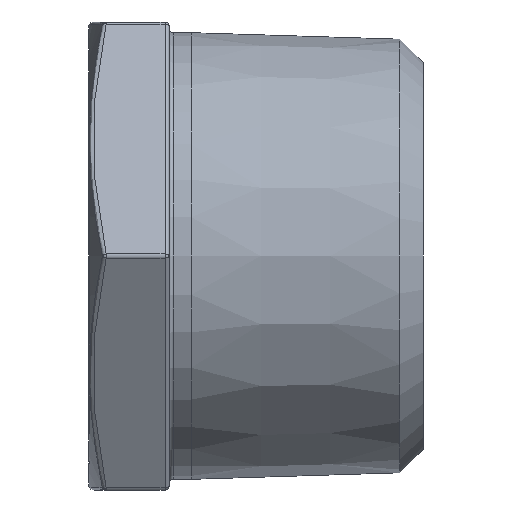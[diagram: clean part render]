
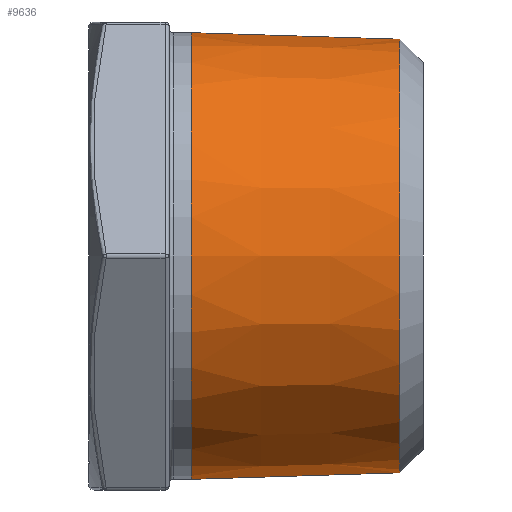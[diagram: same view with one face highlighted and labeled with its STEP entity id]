
A CAD part, front view. The second image highlights one B-rep face of the part: STEP entity #9636.
In plain terms, the highlighted conical face has half-angle 1.79 degrees and reference radius 16.213 mm.
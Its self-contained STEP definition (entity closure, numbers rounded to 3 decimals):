
#262 = CARTESIAN_POINT ( 'NONE',  ( 23.233, 0., 16.213 ) ) ;
#2689 = DIRECTION ( 'NONE',  ( 0., 0., 1. ) ) ;
#4822 = DIRECTION ( 'NONE',  ( -1., 0., 0. ) ) ;
#4859 = AXIS2_PLACEMENT_3D ( 'NONE', #8068, #4822, #8143 ) ;
#4938 = VERTEX_POINT ( 'NONE', #6016 ) ;
#6016 = CARTESIAN_POINT ( 'NONE',  ( 23.233, 0., -16.213 ) ) ;
#6374 = DIRECTION ( 'NONE',  ( -1., 0., 0. ) ) ;
#8068 = CARTESIAN_POINT ( 'NONE',  ( 7.657, 0., 0. ) ) ;
#8143 = DIRECTION ( 'NONE',  ( 0., 0., 1. ) ) ;
#8302 = AXIS2_PLACEMENT_3D ( 'NONE', #9535, #16089, #11251 ) ;
#8944 = LINE ( 'NONE', #262, #9206 ) ;
#9206 = VECTOR ( 'NONE', #13940, 1000. ) ;
#9535 = CARTESIAN_POINT ( 'NONE',  ( 23.233, 0., 0. ) ) ;
#9636 = ADVANCED_FACE ( 'NONE', ( #20918 ), #16365, .T. ) ;
#10434 = DIRECTION ( 'NONE',  ( -1., 0., -0.031 ) ) ;
#11162 = CARTESIAN_POINT ( 'NONE',  ( 7.657, 0., 16.7 ) ) ;
#11251 = DIRECTION ( 'NONE',  ( 0., 0., 1. ) ) ;
#11506 = LINE ( 'NONE', #17132, #12594 ) ;
#11575 = ORIENTED_EDGE ( 'NONE', *, *, #11789, .F. ) ;
#11789 = EDGE_CURVE ( 'NONE', #12072, #14822, #19782, .T. ) ;
#12072 = VERTEX_POINT ( 'NONE', #20973 ) ;
#12594 = VECTOR ( 'NONE', #10434, 1000. ) ;
#12958 = CARTESIAN_POINT ( 'NONE',  ( 23.233, 0., 0. ) ) ;
#13940 = DIRECTION ( 'NONE',  ( -1., 0., 0.031 ) ) ;
#14288 = CIRCLE ( 'NONE', #21401, 16.213 ) ;
#14822 = VERTEX_POINT ( 'NONE', #11162 ) ;
#14969 = EDGE_CURVE ( 'NONE', #4938, #21874, #14288, .T. ) ;
#16089 = DIRECTION ( 'NONE',  ( -1., 0., 0. ) ) ;
#16365 = CONICAL_SURFACE ( 'NONE', #8302, 16.213, 0.031 ) ;
#17132 = CARTESIAN_POINT ( 'NONE',  ( 23.233, 0., -16.213 ) ) ;
#18139 = ORIENTED_EDGE ( 'NONE', *, *, #14969, .T. ) ;
#18176 = ORIENTED_EDGE ( 'NONE', *, *, #19464, .T. ) ;
#19464 = EDGE_CURVE ( 'NONE', #21874, #14822, #8944, .T. ) ;
#19782 = CIRCLE ( 'NONE', #4859, 16.7 ) ;
#20790 = ORIENTED_EDGE ( 'NONE', *, *, #22118, .F. ) ;
#20904 = CARTESIAN_POINT ( 'NONE',  ( 23.233, 0., 16.213 ) ) ;
#20918 = FACE_OUTER_BOUND ( 'NONE', #21461, .T. ) ;
#20973 = CARTESIAN_POINT ( 'NONE',  ( 7.657, 0., -16.7 ) ) ;
#21401 = AXIS2_PLACEMENT_3D ( 'NONE', #12958, #6374, #2689 ) ;
#21461 = EDGE_LOOP ( 'NONE', ( #20790, #18139, #18176, #11575 ) ) ;
#21874 = VERTEX_POINT ( 'NONE', #20904 ) ;
#22118 = EDGE_CURVE ( 'NONE', #4938, #12072, #11506, .T. ) ;
